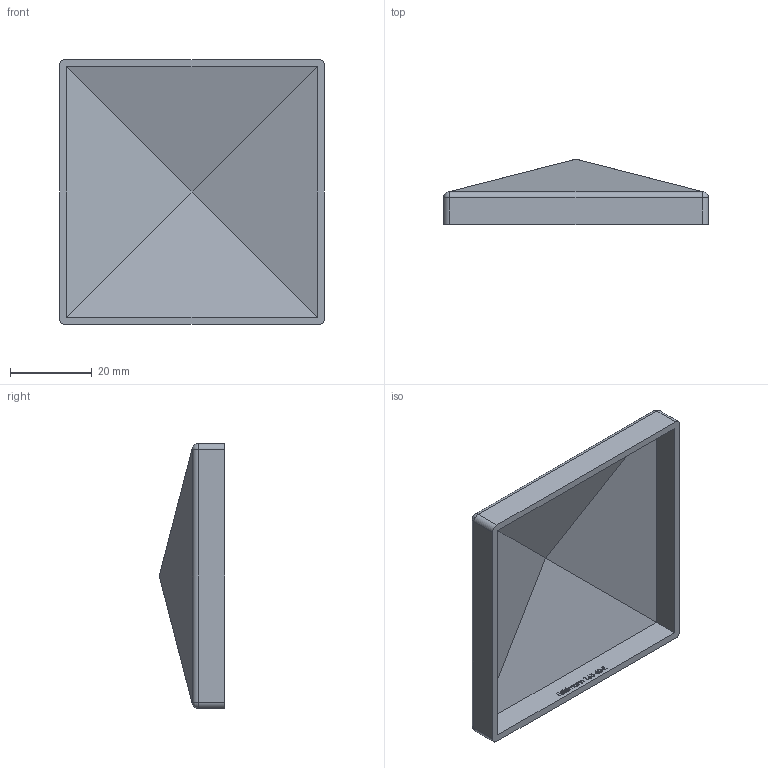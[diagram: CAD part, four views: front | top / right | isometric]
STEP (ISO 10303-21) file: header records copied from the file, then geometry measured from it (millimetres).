
FILE_DESCRIPTION (( 'STEP AP203' ), '1' );
FILE_NAME ('165-60-Z.step', '2021-06-04T11:33:42', ( '' ), ( '' ), 'SwSTEP 2.0', 'SolidWorks 2018', '' );
FILE_SCHEMA (( 'CONFIG_CONTROL_DESIGN' ));
Length unit declared in the file: millimetre
Products named in the file (2): 165-60-Z
Bounding box: 65 x 16 x 65 mm (x, y, z)
Volume: 10516.6 mm3; surface area: 12136.8 mm2
Topology: 1 solids, 1 shells, 230 faces, 589 edges, 380 vertices
Faces by surface type: plane 127, bspline 83, cylinder 12, sphere 8
Entity records: 11418 total; most frequent: CARTESIAN_POINT 6264, ORIENTED_EDGE 1170, DIRECTION 745, EDGE_CURVE 585, LINE 391, VECTOR 391, VERTEX_POINT 380, EDGE_LOOP 253
